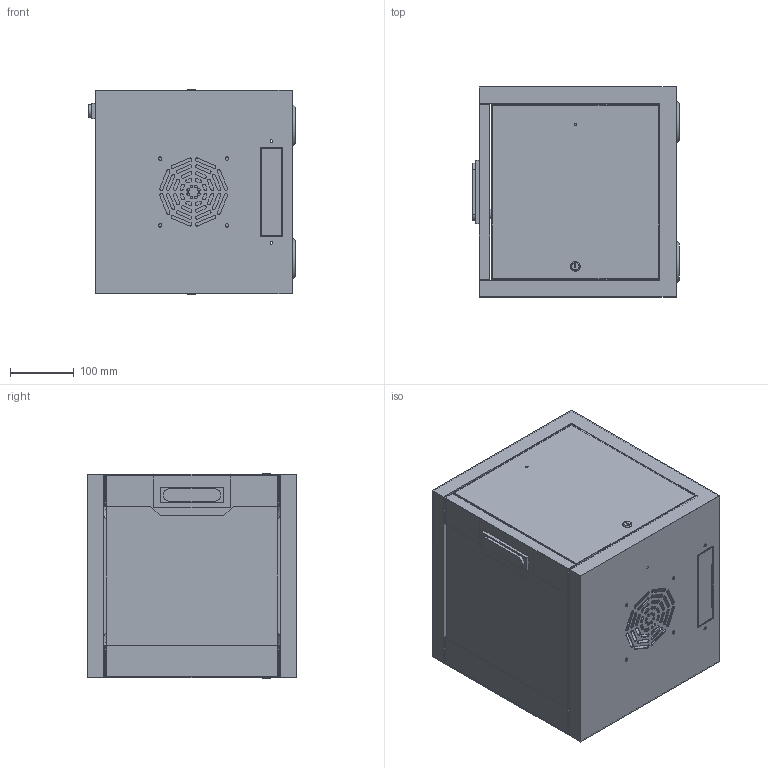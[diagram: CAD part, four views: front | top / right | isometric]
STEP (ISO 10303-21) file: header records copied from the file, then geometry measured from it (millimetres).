
FILE_DESCRIPTION (( 'STEP AP214' ), '1' );
FILE_NAME ('Ñáîðêà1.STEP', '2022-02-11T11:19:42', ( '' ), ( '' ), 'SwSTEP 2.0', 'SolidWorks 2017', '' );
FILE_SCHEMA (( 'AUTOMOTIVE_DESIGN' ));
Length unit declared in the file: millimetre
Products named in the file (7): 栺樏鋋; Ïàíåëü áîêîâàÿ_6U; Ðàìêà_-01 6U (á àãçª®©); 扻豵鵨_-6U; 栖闉罻1; Ðàìêà_00 6U (¡¥§ àãçª¨) ; ÀÃÈÅ 239.00.003 Óãîëîê âåðòèêàëüíûé_€ƒˆ… 239.00.003
Assembly tree (8 placements, depth 2):
  栖闉罻1
    扻豵鵨_-6U
    Ïàíåëü áîêîâàÿ_6U  x2
    Ðàìêà_-01 6U (á àãçª®©)
    Ðàìêà_00 6U (¡¥§ àãçª¨) 
    栺樏鋋
    ÀÃÈÅ 239.00.003 Óãîëîê âåðòèêàëüíûé_€ƒˆ… 239.00.003  x2
Bounding box: 325 x 330 x 324 mm (x, y, z)
Volume: 1135466.6 mm3; surface area: 1505252.6 mm2
Topology: 9 solids, 9 shells, 884 faces, 2530 edges, 1684 vertices
Faces by surface type: plane 649, cylinder 225, cone 10
Full cylindrical faces by diameter (mm): 4 x5, 4.2 x12, 5.5 x4, 6.5 x4, 15 x3
Entity records: 22251 total; most frequent: CARTESIAN_POINT 3811, ORIENTED_EDGE 3736, DIRECTION 3578, EDGE_CURVE 1868, LINE 1516, VECTOR 1516, VERTEX_POINT 1264, AXIS2_PLACEMENT_3D 1031
